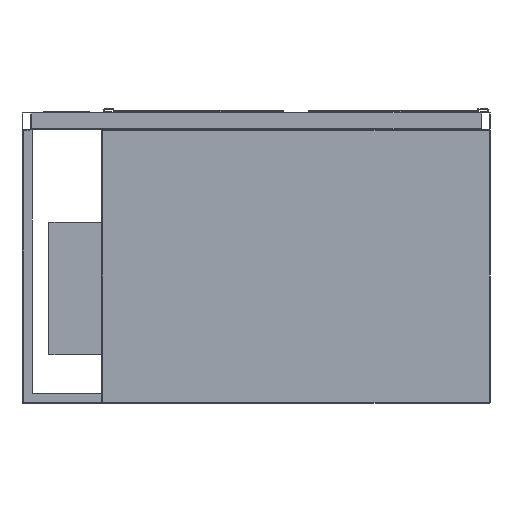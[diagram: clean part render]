
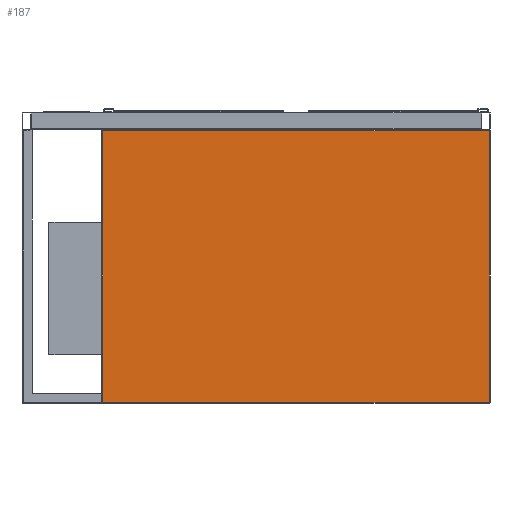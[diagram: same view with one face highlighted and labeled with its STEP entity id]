
A CAD part, front view. The second image highlights one B-rep face of the part: STEP entity #187.
In plain terms, the highlighted planar face has unit normal (0, -1, 0).
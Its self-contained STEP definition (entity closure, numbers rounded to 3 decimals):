
#187 = ADVANCED_FACE ( 'Fl�che8', ( #13433 ), #32683, .T. ) ;
#672 = CARTESIAN_POINT ( 'NONE',  ( 438., -380., -658. ) ) ;
#909 = CARTESIAN_POINT ( 'NONE',  ( -438., -380., -42. ) ) ;
#3864 = EDGE_CURVE ( 'NONE', #8749, #4725, #22866, .T. ) ;
#4725 = VERTEX_POINT ( 'NONE', #7941 ) ;
#5009 = DIRECTION ( 'NONE',  ( 1., 0., 0. ) ) ;
#5017 = EDGE_CURVE ( 'NONE', #33496, #24089, #32259, .T. ) ;
#5362 = DIRECTION ( 'NONE',  ( 0., -1., 0. ) ) ;
#7941 = CARTESIAN_POINT ( 'NONE',  ( 438., -380., -42. ) ) ;
#8699 = VECTOR ( 'NONE', #5009, 1000. ) ;
#8749 = VERTEX_POINT ( 'NONE', #672 ) ;
#8915 = DIRECTION ( 'NONE',  ( 0., 0., 1. ) ) ;
#9239 = LINE ( 'NONE', #15474, #18625 ) ;
#11030 = VECTOR ( 'NONE', #16491, 1000. ) ;
#12365 = DIRECTION ( 'NONE',  ( -1., 0., 0. ) ) ;
#12492 = EDGE_CURVE ( 'NONE', #24089, #8749, #13446, .T. ) ;
#13433 = FACE_OUTER_BOUND ( 'NONE', #21982, .T. ) ;
#13446 = LINE ( 'NONE', #35635, #8699 ) ;
#13605 = EDGE_CURVE ( 'NONE', #4725, #33496, #9239, .T. ) ;
#15474 = CARTESIAN_POINT ( 'NONE',  ( -440., -380., -42. ) ) ;
#16491 = DIRECTION ( 'NONE',  ( 0., 0., -1. ) ) ;
#17195 = CARTESIAN_POINT ( 'NONE',  ( 438., -380., -660. ) ) ;
#18625 = VECTOR ( 'NONE', #12365, 1000. ) ;
#21982 = EDGE_LOOP ( 'NONE', ( #35000, #34797, #22755, #36146 ) ) ;
#22151 = CARTESIAN_POINT ( 'NONE',  ( -438., -380., -660. ) ) ;
#22755 = ORIENTED_EDGE ( 'NONE', *, *, #12492, .T. ) ;
#22866 = LINE ( 'NONE', #17195, #32064 ) ;
#24089 = VERTEX_POINT ( 'NONE', #26040 ) ;
#24635 = DIRECTION ( 'NONE',  ( 0., 0., -1. ) ) ;
#26040 = CARTESIAN_POINT ( 'NONE',  ( -438., -380., -658. ) ) ;
#27175 = AXIS2_PLACEMENT_3D ( 'NONE', #33414, #5362, #24635 ) ;
#32064 = VECTOR ( 'NONE', #8915, 1000. ) ;
#32259 = LINE ( 'NONE', #22151, #11030 ) ;
#32683 = PLANE ( 'NONE',  #27175 ) ;
#33414 = CARTESIAN_POINT ( 'NONE',  ( -440., -380., -660. ) ) ;
#33496 = VERTEX_POINT ( 'NONE', #909 ) ;
#34797 = ORIENTED_EDGE ( 'NONE', *, *, #5017, .T. ) ;
#35000 = ORIENTED_EDGE ( 'NONE', *, *, #13605, .T. ) ;
#35635 = CARTESIAN_POINT ( 'NONE',  ( -440., -380., -658. ) ) ;
#36146 = ORIENTED_EDGE ( 'NONE', *, *, #3864, .T. ) ;
